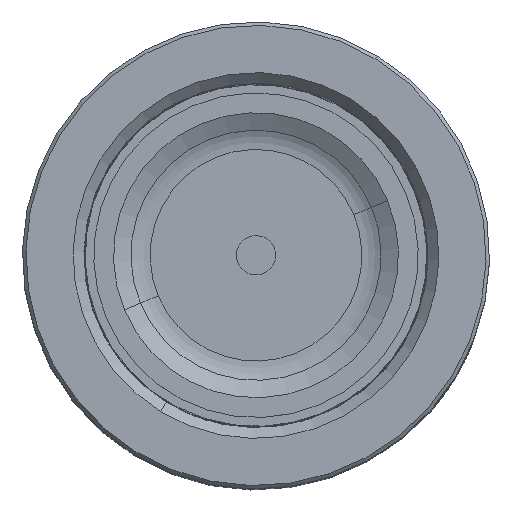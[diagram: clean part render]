
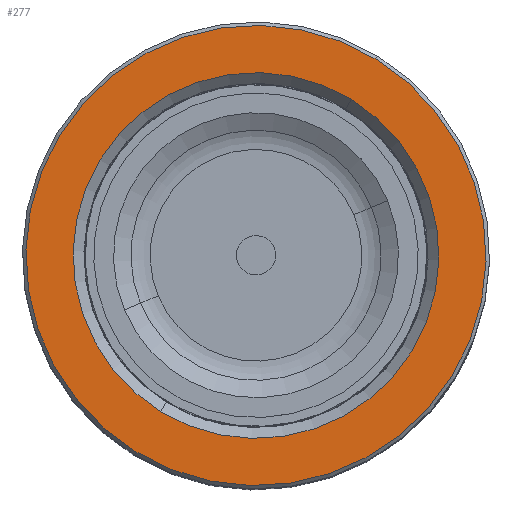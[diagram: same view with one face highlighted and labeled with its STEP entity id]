
A CAD part, top view. The second image highlights one B-rep face of the part: STEP entity #277.
In plain terms, the highlighted planar face has unit normal (0, 0, 1).
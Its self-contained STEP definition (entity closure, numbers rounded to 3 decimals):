
#277 = ADVANCED_FACE ( 'NONE', ( #2448, #56624 ), #15785, .T. ) ;
#717 = CIRCLE ( 'NONE', #65731, 46.8 ) ;
#2448 = FACE_OUTER_BOUND ( 'NONE', #38329, .T. ) ;
#3025 = CARTESIAN_POINT ( 'NONE',  ( -37.2, 0., 120. ) ) ;
#3669 = DIRECTION ( 'NONE',  ( 0., 0., 1. ) ) ;
#4632 = DIRECTION ( 'NONE',  ( 0., 0., -1. ) ) ;
#5459 = CARTESIAN_POINT ( 'NONE',  ( 0., 0., 120. ) ) ;
#9156 = DIRECTION ( 'NONE',  ( 1., 0., 0. ) ) ;
#9855 = CARTESIAN_POINT ( 'NONE',  ( 0., 0., 120. ) ) ;
#9990 = CARTESIAN_POINT ( 'NONE',  ( 46.8, 0., 120. ) ) ;
#12463 = DIRECTION ( 'NONE',  ( 1., 0., 0. ) ) ;
#15785 = PLANE ( 'NONE',  #28118 ) ;
#15798 = CIRCLE ( 'NONE', #19351, 37.2 ) ;
#19351 = AXIS2_PLACEMENT_3D ( 'NONE', #35576, #4632, #51400 ) ;
#21066 = DIRECTION ( 'NONE',  ( 0., 0., 1. ) ) ;
#24573 = ORIENTED_EDGE ( 'NONE', *, *, #66302, .T. ) ;
#27021 = DIRECTION ( 'NONE',  ( 0., 0., 1. ) ) ;
#28088 = DIRECTION ( 'NONE',  ( 0., 0., -1. ) ) ;
#28118 = AXIS2_PLACEMENT_3D ( 'NONE', #5459, #21066, #31818 ) ;
#30908 = VERTEX_POINT ( 'NONE', #55179 ) ;
#31818 = DIRECTION ( 'NONE',  ( 1., 0., 0. ) ) ;
#31832 = DIRECTION ( 'NONE',  ( 1., 0., 0. ) ) ;
#32412 = VERTEX_POINT ( 'NONE', #40109 ) ;
#33735 = EDGE_CURVE ( 'NONE', #32412, #52281, #58325, .T. ) ;
#35347 = ORIENTED_EDGE ( 'NONE', *, *, #38384, .T. ) ;
#35576 = CARTESIAN_POINT ( 'NONE',  ( 0., 0., 120. ) ) ;
#36667 = CARTESIAN_POINT ( 'NONE',  ( 0., 0., 120. ) ) ;
#38329 = EDGE_LOOP ( 'NONE', ( #57501, #35347 ) ) ;
#38384 = EDGE_CURVE ( 'NONE', #52281, #32412, #717, .T. ) ;
#39057 = AXIS2_PLACEMENT_3D ( 'NONE', #59508, #28088, #12463 ) ;
#40109 = CARTESIAN_POINT ( 'NONE',  ( -46.8, 0., 120. ) ) ;
#46713 = EDGE_CURVE ( 'NONE', #30908, #61133, #57753, .T. ) ;
#47627 = AXIS2_PLACEMENT_3D ( 'NONE', #9855, #3669, #9156 ) ;
#50409 = ORIENTED_EDGE ( 'NONE', *, *, #46713, .T. ) ;
#51335 = EDGE_LOOP ( 'NONE', ( #50409, #24573 ) ) ;
#51400 = DIRECTION ( 'NONE',  ( 1., 0., 0. ) ) ;
#52281 = VERTEX_POINT ( 'NONE', #9990 ) ;
#55179 = CARTESIAN_POINT ( 'NONE',  ( 37.2, 0., 120. ) ) ;
#56624 = FACE_BOUND ( 'NONE', #51335, .T. ) ;
#57501 = ORIENTED_EDGE ( 'NONE', *, *, #33735, .T. ) ;
#57753 = CIRCLE ( 'NONE', #39057, 37.2 ) ;
#58325 = CIRCLE ( 'NONE', #47627, 46.8 ) ;
#59508 = CARTESIAN_POINT ( 'NONE',  ( 0., 0., 120. ) ) ;
#61133 = VERTEX_POINT ( 'NONE', #3025 ) ;
#65731 = AXIS2_PLACEMENT_3D ( 'NONE', #36667, #27021, #31832 ) ;
#66302 = EDGE_CURVE ( 'NONE', #61133, #30908, #15798, .T. ) ;
